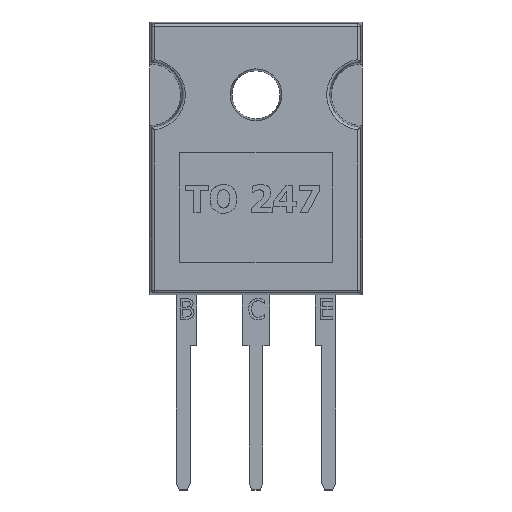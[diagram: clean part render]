
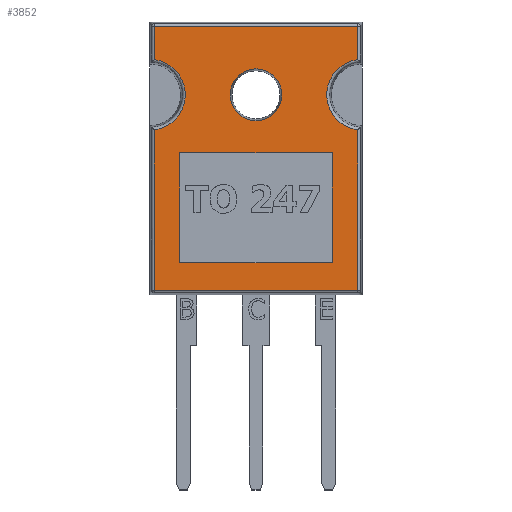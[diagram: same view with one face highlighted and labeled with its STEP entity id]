
A CAD part, top view. The second image highlights one B-rep face of the part: STEP entity #3852.
In plain terms, the highlighted planar face has unit normal (0, 0, 1).
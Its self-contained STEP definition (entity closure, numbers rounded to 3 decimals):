
#62=CIRCLE('',#4014,2.579);
#71=CIRCLE('',#4039,2.579);
#73=CIRCLE('',#4050,1.889);
#186=FACE_BOUND('',#624,.T.);
#187=FACE_BOUND('',#625,.T.);
#400=FACE_OUTER_BOUND('',#623,.T.);
#623=EDGE_LOOP('',(#3243,#3244,#3245,#3246,#3247,#3248,#3249,#3250));
#624=EDGE_LOOP('',(#3251,#3252,#3253,#3254));
#625=EDGE_LOOP('',(#3255));
#941=LINE('',#6367,#1328);
#944=LINE('',#6372,#1331);
#946=LINE('',#6376,#1333);
#948=LINE('',#6379,#1335);
#954=LINE('',#6421,#1341);
#956=LINE('',#6426,#1343);
#961=LINE('',#6499,#1348);
#964=LINE('',#6503,#1351);
#966=LINE('',#6508,#1353);
#967=LINE('',#6543,#1354);
#1328=VECTOR('',#4519,7.998);
#1331=VECTOR('',#4524,11.076);
#1333=VECTOR('',#4528,7.998);
#1335=VECTOR('',#4532,11.076);
#1341=VECTOR('',#4578,14.793);
#1343=VECTOR('',#4582,11.664);
#1348=VECTOR('',#4631,2.414);
#1351=VECTOR('',#4636,14.793);
#1353=VECTOR('',#4640,2.414);
#1354=VECTOR('',#4649,11.664);
#1811=VERTEX_POINT('',#6365);
#1812=VERTEX_POINT('',#6366);
#1813=VERTEX_POINT('',#6371);
#1814=VERTEX_POINT('',#6375);
#1816=VERTEX_POINT('',#6383);
#1824=VERTEX_POINT('',#6402);
#1832=VERTEX_POINT('',#6425);
#1833=VERTEX_POINT('',#6442);
#1836=VERTEX_POINT('',#6462);
#1844=VERTEX_POINT('',#6481);
#1852=VERTEX_POINT('',#6507);
#1854=VERTEX_POINT('',#6526);
#1867=VERTEX_POINT('',#6589);
#2277=EDGE_CURVE('',#1811,#1812,#941,.T.);
#2280=EDGE_CURVE('',#1813,#1811,#944,.T.);
#2282=EDGE_CURVE('',#1814,#1813,#946,.T.);
#2284=EDGE_CURVE('',#1812,#1814,#948,.T.);
#2304=EDGE_CURVE('',#1816,#1824,#954,.T.);
#2306=EDGE_CURVE('',#1824,#1832,#956,.T.);
#2308=EDGE_CURVE('',#1832,#1833,#62,.T.);
#2329=EDGE_CURVE('',#1833,#1844,#961,.T.);
#2332=EDGE_CURVE('',#1844,#1836,#964,.T.);
#2334=EDGE_CURVE('',#1836,#1852,#966,.T.);
#2337=EDGE_CURVE('',#1852,#1854,#71,.T.);
#2339=EDGE_CURVE('',#1854,#1816,#967,.T.);
#2361=EDGE_CURVE('',#1867,#1867,#73,.T.);
#3243=ORIENTED_EDGE('',*,*,#2304,.F.);
#3244=ORIENTED_EDGE('',*,*,#2339,.F.);
#3245=ORIENTED_EDGE('',*,*,#2337,.F.);
#3246=ORIENTED_EDGE('',*,*,#2334,.F.);
#3247=ORIENTED_EDGE('',*,*,#2332,.F.);
#3248=ORIENTED_EDGE('',*,*,#2329,.F.);
#3249=ORIENTED_EDGE('',*,*,#2308,.F.);
#3250=ORIENTED_EDGE('',*,*,#2306,.F.);
#3251=ORIENTED_EDGE('',*,*,#2277,.T.);
#3252=ORIENTED_EDGE('',*,*,#2284,.T.);
#3253=ORIENTED_EDGE('',*,*,#2282,.T.);
#3254=ORIENTED_EDGE('',*,*,#2280,.T.);
#3255=ORIENTED_EDGE('',*,*,#2361,.T.);
#3648=PLANE('',#4049);
#3852=ADVANCED_FACE('',(#400,#186,#187),#3648,.T.);
#4014=AXIS2_PLACEMENT_3D('',#6443,#4585,#4586);
#4039=AXIS2_PLACEMENT_3D('',#6527,#4645,#4646);
#4049=AXIS2_PLACEMENT_3D('',#6588,#4684,#4685);
#4050=AXIS2_PLACEMENT_3D('',#6590,#4686,#4687);
#4519=DIRECTION('',(0.,1.,0.));
#4524=DIRECTION('',(-1.,0.,0.));
#4528=DIRECTION('',(0.,-1.,0.));
#4532=DIRECTION('',(1.,0.,0.));
#4578=DIRECTION('',(-1.,0.,0.));
#4582=DIRECTION('',(0.,1.,0.));
#4585=DIRECTION('center_axis',(0.,0.,1.));
#4586=DIRECTION('ref_axis',(1.,0.,0.));
#4631=DIRECTION('',(0.,1.,0.));
#4636=DIRECTION('',(1.,0.,0.));
#4640=DIRECTION('',(0.,-1.,0.));
#4645=DIRECTION('center_axis',(0.,0.,1.));
#4646=DIRECTION('ref_axis',(-1.,0.,0.));
#4649=DIRECTION('',(0.,-1.,0.));
#4684=DIRECTION('center_axis',(0.,0.,1.));
#4685=DIRECTION('ref_axis',(1.,0.,0.));
#4686=DIRECTION('center_axis',(0.,0.,-1.));
#4687=DIRECTION('ref_axis',(-1.,0.,0.));
#6365=CARTESIAN_POINT('',(-5.538,-12.213,3.75));
#6366=CARTESIAN_POINT('',(-5.538,-4.214,3.75));
#6367=CARTESIAN_POINT('',(-5.538,-8.368,3.75));
#6371=CARTESIAN_POINT('',(5.538,-12.213,3.75));
#6372=CARTESIAN_POINT('',(2.769,-12.213,3.75));
#6375=CARTESIAN_POINT('',(5.538,-4.214,3.75));
#6376=CARTESIAN_POINT('',(5.538,-4.368,3.75));
#6379=CARTESIAN_POINT('',(-2.769,-4.214,3.75));
#6383=CARTESIAN_POINT('',(7.396,-14.221,3.75));
#6402=CARTESIAN_POINT('',(-7.396,-14.221,3.75));
#6421=CARTESIAN_POINT('',(3.863,-14.221,3.75));
#6425=CARTESIAN_POINT('',(-7.396,-2.558,3.75));
#6426=CARTESIAN_POINT('',(-7.396,-9.536,3.75));
#6442=CARTESIAN_POINT('',(-7.396,2.558,3.75));
#6443=CARTESIAN_POINT('Origin',(-7.725,0.,3.75));
#6462=CARTESIAN_POINT('',(7.396,4.971,3.75));
#6481=CARTESIAN_POINT('',(-7.396,4.971,3.75));
#6499=CARTESIAN_POINT('',(-7.396,-1.136,3.75));
#6503=CARTESIAN_POINT('',(-3.863,4.971,3.75));
#6507=CARTESIAN_POINT('',(7.396,2.558,3.75));
#6508=CARTESIAN_POINT('',(7.396,0.389,3.75));
#6526=CARTESIAN_POINT('',(7.396,-2.558,3.75));
#6527=CARTESIAN_POINT('Origin',(7.725,0.,3.75));
#6543=CARTESIAN_POINT('',(7.396,-3.386,3.75));
#6588=CARTESIAN_POINT('Origin',(0.,-4.522,
3.75));
#6589=CARTESIAN_POINT('',(1.889,0.,3.75));
#6590=CARTESIAN_POINT('Origin',(0.,0.,3.75));
